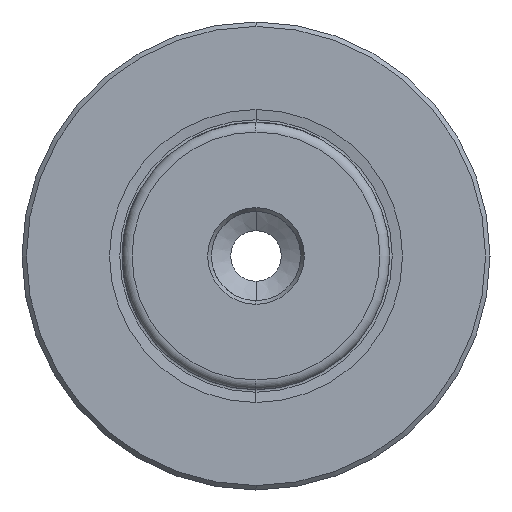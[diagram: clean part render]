
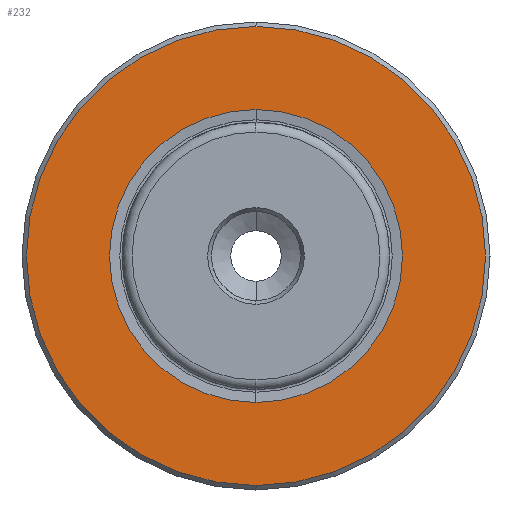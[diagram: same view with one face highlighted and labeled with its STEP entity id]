
A CAD part, left-side view. The second image highlights one B-rep face of the part: STEP entity #232.
In plain terms, the highlighted planar face has unit normal (-1, 0, 0).
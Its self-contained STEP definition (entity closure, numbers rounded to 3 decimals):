
#203 = EDGE_CURVE ( 'NONE', #3338, #1369, #2903, .T. ) ;
#229 = CARTESIAN_POINT ( 'NONE',  ( 0., 19.715, 0. ) ) ;
#232 = ADVANCED_FACE ( 'NONE', ( #3167, #3017 ), #898, .F. ) ;
#300 = AXIS2_PLACEMENT_3D ( 'NONE', #1800, #1801, #1802 ) ;
#669 = EDGE_CURVE ( 'NONE', #1369, #3338, #1291, .T. ) ;
#692 = EDGE_CURVE ( 'NONE', #925, #3527, #1377, .T. ) ;
#868 = CARTESIAN_POINT ( 'NONE',  ( 0., 0., 0. ) ) ;
#869 = EDGE_CURVE ( 'NONE', #3527, #925, #3632, .T. ) ;
#876 = DIRECTION ( 'NONE',  ( -1., 0., 0. ) ) ;
#880 = DIRECTION ( 'NONE',  ( 0., 0., 1. ) ) ;
#898 = PLANE ( 'NONE',  #3189 ) ;
#900 = DIRECTION ( 'NONE',  ( 1., 0., 0. ) ) ;
#907 = DIRECTION ( 'NONE',  ( 0., 0., -1. ) ) ;
#925 = VERTEX_POINT ( 'NONE', #1876 ) ;
#994 = AXIS2_PLACEMENT_3D ( 'NONE', #1474, #1476, #1477 ) ;
#996 = ORIENTED_EDGE ( 'NONE', *, *, #692, .F. ) ;
#1077 = EDGE_LOOP ( 'NONE', ( #1579, #1776 ) ) ;
#1096 = AXIS2_PLACEMENT_3D ( 'NONE', #1429, #1430, #1434 ) ;
#1194 = ORIENTED_EDGE ( 'NONE', *, *, #869, .F. ) ;
#1291 = CIRCLE ( 'NONE', #1096, 30.9 ) ;
#1369 = VERTEX_POINT ( 'NONE', #3026 ) ;
#1377 = CIRCLE ( 'NONE', #994, 19.715 ) ;
#1429 = CARTESIAN_POINT ( 'NONE',  ( 0., 0., 0. ) ) ;
#1430 = DIRECTION ( 'NONE',  ( -1., 0., 0. ) ) ;
#1434 = DIRECTION ( 'NONE',  ( 0., 0., 1. ) ) ;
#1474 = CARTESIAN_POINT ( 'NONE',  ( 0., 0., 0. ) ) ;
#1476 = DIRECTION ( 'NONE',  ( -1., 0., 0. ) ) ;
#1477 = DIRECTION ( 'NONE',  ( 0., 0., 1. ) ) ;
#1577 = CARTESIAN_POINT ( 'NONE',  ( 0., 0., -19.715 ) ) ;
#1579 = ORIENTED_EDGE ( 'NONE', *, *, #669, .T. ) ;
#1776 = ORIENTED_EDGE ( 'NONE', *, *, #203, .T. ) ;
#1800 = CARTESIAN_POINT ( 'NONE',  ( 0., 0., 0. ) ) ;
#1801 = DIRECTION ( 'NONE',  ( -1., 0., 0. ) ) ;
#1802 = DIRECTION ( 'NONE',  ( 0., 0., 1. ) ) ;
#1876 = CARTESIAN_POINT ( 'NONE',  ( 0., 0., 19.715 ) ) ;
#2903 = CIRCLE ( 'NONE', #3520, 30.9 ) ;
#2933 = EDGE_LOOP ( 'NONE', ( #996, #1194 ) ) ;
#3017 = FACE_OUTER_BOUND ( 'NONE', #1077, .T. ) ;
#3026 = CARTESIAN_POINT ( 'NONE',  ( 0., 0., -30.9 ) ) ;
#3167 = FACE_BOUND ( 'NONE', #2933, .T. ) ;
#3189 = AXIS2_PLACEMENT_3D ( 'NONE', #229, #900, #907 ) ;
#3338 = VERTEX_POINT ( 'NONE', #3633 ) ;
#3520 = AXIS2_PLACEMENT_3D ( 'NONE', #868, #876, #880 ) ;
#3527 = VERTEX_POINT ( 'NONE', #1577 ) ;
#3632 = CIRCLE ( 'NONE', #300, 19.715 ) ;
#3633 = CARTESIAN_POINT ( 'NONE',  ( 0., 0., 30.9 ) ) ;
